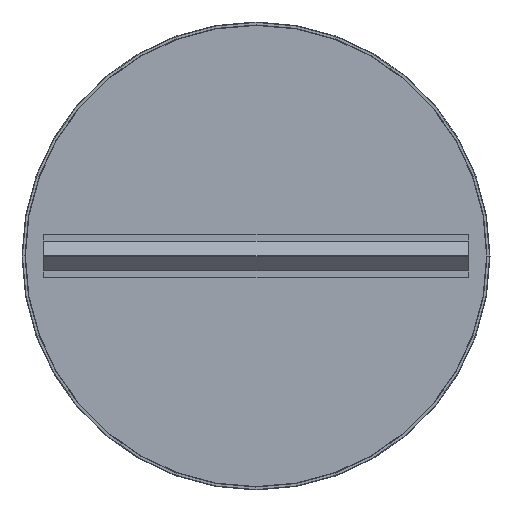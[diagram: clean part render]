
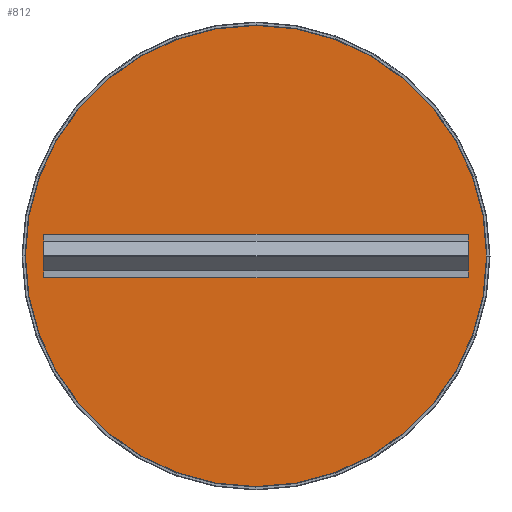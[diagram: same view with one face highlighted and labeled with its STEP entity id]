
A CAD part, front view. The second image highlights one B-rep face of the part: STEP entity #812.
In plain terms, the highlighted face is planar.
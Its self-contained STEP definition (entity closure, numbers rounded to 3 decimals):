
#781=CARTESIAN_POINT('',(505.5,0.,0.5));
#782=VERTEX_POINT('',#781);
#783=CARTESIAN_POINT('',(0.0,0.0,0.5));
#784=DIRECTION('',(0.0,0.0,-1.0));
#785=DIRECTION('',(-1.0,0.0,0.0));
#786=AXIS2_PLACEMENT_3D('',#783,#784,#785);
#787=CIRCLE('',#786,505.5);
#788=EDGE_CURVE('',#782,#782,#787,.T.);
#804=CARTESIAN_POINT('',(0.0,0.0,0.5));
#805=DIRECTION('',(0.0,0.0,-1.0));
#806=DIRECTION('',(-1.0,0.0,0.0));
#807=AXIS2_PLACEMENT_3D('',#804,#805,#806);
#808=PLANE('',#807);
#809=ORIENTED_EDGE('',*,*,#788,.F.);
#810=EDGE_LOOP('',(#809));
#811=FACE_OUTER_BOUND('',#810,.T.);
#812=ADVANCED_FACE('',(#811),#808,.F.);
